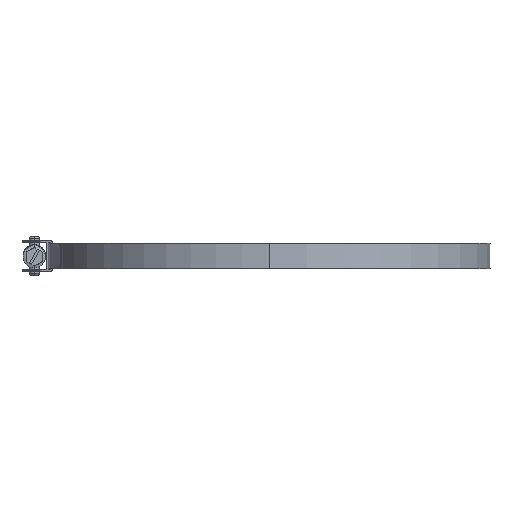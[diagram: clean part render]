
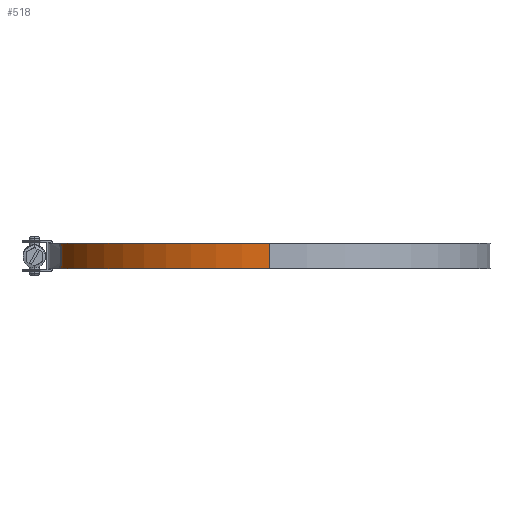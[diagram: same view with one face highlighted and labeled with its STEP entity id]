
A CAD part, left-side view. The second image highlights one B-rep face of the part: STEP entity #518.
In plain terms, the highlighted cylindrical face has radius 109.03 mm (diameter 218.06 mm), a partial arc.
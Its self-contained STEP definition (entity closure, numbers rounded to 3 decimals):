
#153 = CARTESIAN_POINT ( 'NONE',  ( 0., 109.03, 6.35 ) ) ;
#431 = CARTESIAN_POINT ( 'NONE',  ( 0., 0., 6.35 ) ) ;
#518 = ADVANCED_FACE ( 'NONE', ( #6294 ), #5527, .T. ) ;
#592 = CARTESIAN_POINT ( 'NONE',  ( 0., 109.03, -6.35 ) ) ;
#765 = DIRECTION ( 'NONE',  ( 1., 0., 0. ) ) ;
#1216 = EDGE_CURVE ( 'NONE', #8894, #13126, #9552, .T. ) ;
#1637 = ORIENTED_EDGE ( 'NONE', *, *, #4837, .F. ) ;
#1643 = AXIS2_PLACEMENT_3D ( 'NONE', #7573, #5258, #11757 ) ;
#2299 = CARTESIAN_POINT ( 'NONE',  ( 0., 109.03, 6.35 ) ) ;
#2611 = CIRCLE ( 'NONE', #11328, 109.03 ) ;
#2791 = EDGE_CURVE ( 'NONE', #8894, #11876, #9517, .T. ) ;
#3818 = VECTOR ( 'NONE', #10422, 1000. ) ;
#4407 = ORIENTED_EDGE ( 'NONE', *, *, #2791, .F. ) ;
#4646 = DIRECTION ( 'NONE',  ( 1., 0., 0. ) ) ;
#4837 = EDGE_CURVE ( 'NONE', #11876, #5260, #11453, .T. ) ;
#5258 = DIRECTION ( 'NONE',  ( 0., 0., -1. ) ) ;
#5260 = VERTEX_POINT ( 'NONE', #11831 ) ;
#5497 = CARTESIAN_POINT ( 'NONE',  ( -109.03, 0., 6.35 ) ) ;
#5527 = CYLINDRICAL_SURFACE ( 'NONE', #1643, 109.03 ) ;
#5560 = EDGE_LOOP ( 'NONE', ( #1637, #4407, #9915, #11997 ) ) ;
#6294 = FACE_OUTER_BOUND ( 'NONE', #5560, .T. ) ;
#7544 = DIRECTION ( 'NONE',  ( 0., 0., -1. ) ) ;
#7573 = CARTESIAN_POINT ( 'NONE',  ( 0., 0., 6.35 ) ) ;
#8894 = VERTEX_POINT ( 'NONE', #153 ) ;
#9517 = CIRCLE ( 'NONE', #13469, 109.03 ) ;
#9552 = LINE ( 'NONE', #2299, #3818 ) ;
#9874 = DIRECTION ( 'NONE',  ( 0., 0., 1. ) ) ;
#9915 = ORIENTED_EDGE ( 'NONE', *, *, #1216, .T. ) ;
#10126 = DIRECTION ( 'NONE',  ( 0., 0., 1. ) ) ;
#10296 = EDGE_CURVE ( 'NONE', #13126, #5260, #2611, .T. ) ;
#10422 = DIRECTION ( 'NONE',  ( 0., 0., -1. ) ) ;
#11003 = CARTESIAN_POINT ( 'NONE',  ( -109.03, 0., 6.35 ) ) ;
#11328 = AXIS2_PLACEMENT_3D ( 'NONE', #12039, #10126, #765 ) ;
#11453 = LINE ( 'NONE', #5497, #13491 ) ;
#11757 = DIRECTION ( 'NONE',  ( -1., 0., 0. ) ) ;
#11831 = CARTESIAN_POINT ( 'NONE',  ( -109.03, 0., -6.35 ) ) ;
#11876 = VERTEX_POINT ( 'NONE', #11003 ) ;
#11997 = ORIENTED_EDGE ( 'NONE', *, *, #10296, .T. ) ;
#12039 = CARTESIAN_POINT ( 'NONE',  ( 0., 0., -6.35 ) ) ;
#13126 = VERTEX_POINT ( 'NONE', #592 ) ;
#13469 = AXIS2_PLACEMENT_3D ( 'NONE', #431, #9874, #4646 ) ;
#13491 = VECTOR ( 'NONE', #7544, 1000. ) ;
